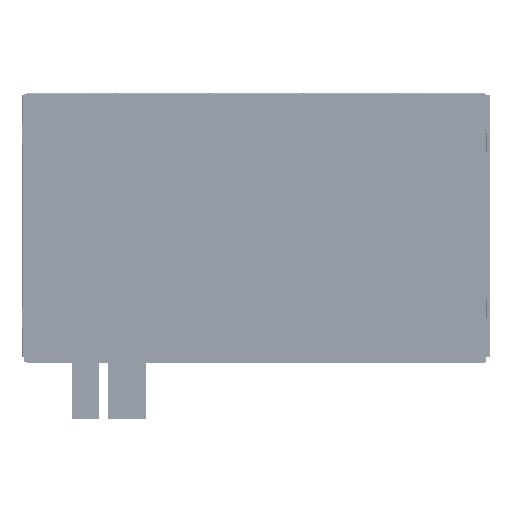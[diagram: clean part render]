
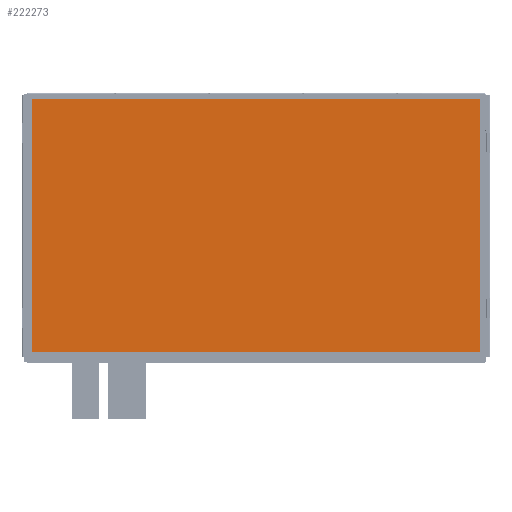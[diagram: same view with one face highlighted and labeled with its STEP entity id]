
A CAD part, top view. The second image highlights one B-rep face of the part: STEP entity #222273.
In plain terms, the highlighted planar face has unit normal (0, 0, 1).
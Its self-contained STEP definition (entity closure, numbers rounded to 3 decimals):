
#8187=FACE_OUTER_BOUND('',#20475,.T.);
#20475=EDGE_LOOP('',(#149068,#149069,#149070,#149071));
#34588=LINE('',#323245,#59630);
#34592=LINE('',#323253,#59634);
#34595=LINE('',#323259,#59637);
#34598=LINE('',#323264,#59640);
#59630=VECTOR('',#257188,10.);
#59634=VECTOR('',#257194,10.);
#59637=VECTOR('',#257199,10.);
#59640=VECTOR('',#257204,10.);
#90695=VERTEX_POINT('',#323243);
#90696=VERTEX_POINT('',#323244);
#90699=VERTEX_POINT('',#323252);
#90701=VERTEX_POINT('',#323258);
#113147=EDGE_CURVE('',#90695,#90696,#34588,.T.);
#113151=EDGE_CURVE('',#90699,#90695,#34592,.T.);
#113154=EDGE_CURVE('',#90701,#90699,#34595,.T.);
#113157=EDGE_CURVE('',#90696,#90701,#34598,.T.);
#149068=ORIENTED_EDGE('',*,*,#113147,.T.);
#149069=ORIENTED_EDGE('',*,*,#113157,.T.);
#149070=ORIENTED_EDGE('',*,*,#113154,.T.);
#149071=ORIENTED_EDGE('',*,*,#113151,.T.);
#214372=PLANE('',#234607);
#222273=ADVANCED_FACE('',(#8187),#214372,.T.);
#234607=AXIS2_PLACEMENT_3D('',#323313,#257251,#257252);
#257188=DIRECTION('',(0.,-1.,0.));
#257194=DIRECTION('',(-1.,0.,0.));
#257199=DIRECTION('',(0.,1.,0.));
#257204=DIRECTION('',(1.,0.,0.));
#257251=DIRECTION('center_axis',(0.,0.,1.));
#257252=DIRECTION('ref_axis',(1.,0.,0.));
#323243=CARTESIAN_POINT('',(-238.35,134.05,5.025));
#323244=CARTESIAN_POINT('',(-238.35,-134.05,5.025));
#323245=CARTESIAN_POINT('',(-238.35,65.53,5.025));
#323252=CARTESIAN_POINT('',(238.35,134.05,5.025));
#323253=CARTESIAN_POINT('',(118.43,134.05,5.025));
#323258=CARTESIAN_POINT('',(238.35,-134.05,5.025));
#323259=CARTESIAN_POINT('',(238.35,-68.52,5.025));
#323264=CARTESIAN_POINT('',(-119.92,-134.05,5.025));
#323313=CARTESIAN_POINT('Origin',(-1.49,-2.99,5.025));
